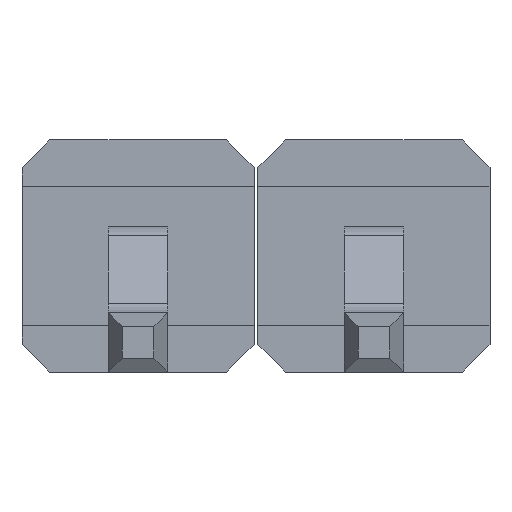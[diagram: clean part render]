
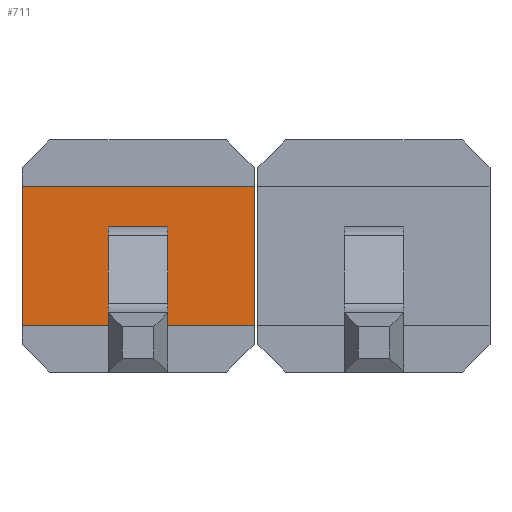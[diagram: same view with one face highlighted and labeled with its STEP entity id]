
A CAD part, left-side view. The second image highlights one B-rep face of the part: STEP entity #711.
In plain terms, the highlighted planar face has unit normal (-1, 0, 0).
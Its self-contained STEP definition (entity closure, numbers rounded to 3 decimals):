
#636 = VERTEX_POINT('',#637);
#637 = CARTESIAN_POINT('',(4.15,-1.25,0.5));
#645 = EDGE_CURVE('',#646,#636,#648,.T.);
#646 = VERTEX_POINT('',#647);
#647 = CARTESIAN_POINT('',(4.15,1.25,0.5));
#648 = LINE('',#649,#650);
#649 = CARTESIAN_POINT('',(4.15,1.25,0.5));
#650 = VECTOR('',#651,1.);
#651 = DIRECTION('',(0.,-1.,0.));
#678 = VERTEX_POINT('',#679);
#679 = CARTESIAN_POINT('',(4.15,-1.25,2.));
#694 = VERTEX_POINT('',#695);
#695 = CARTESIAN_POINT('',(4.15,1.25,2.));
#701 = EDGE_CURVE('',#694,#678,#702,.T.);
#702 = LINE('',#703,#704);
#703 = CARTESIAN_POINT('',(4.15,1.25,2.));
#704 = VECTOR('',#705,1.);
#705 = DIRECTION('',(0.,-1.,0.));
#711 = ADVANCED_FACE('',(#712),#728,.F.);
#712 = FACE_BOUND('',#713,.T.);
#713 = EDGE_LOOP('',(#714,#720,#721,#727));
#714 = ORIENTED_EDGE('',*,*,#715,.F.);
#715 = EDGE_CURVE('',#678,#636,#716,.T.);
#716 = LINE('',#717,#718);
#717 = CARTESIAN_POINT('',(4.15,-1.25,0.875));
#718 = VECTOR('',#719,1.);
#719 = DIRECTION('',(0.,0.,-1.));
#720 = ORIENTED_EDGE('',*,*,#701,.F.);
#721 = ORIENTED_EDGE('',*,*,#722,.F.);
#722 = EDGE_CURVE('',#646,#694,#723,.T.);
#723 = LINE('',#724,#725);
#724 = CARTESIAN_POINT('',(4.15,1.25,0.875));
#725 = VECTOR('',#726,1.);
#726 = DIRECTION('',(0.,0.,1.));
#727 = ORIENTED_EDGE('',*,*,#645,.T.);
#728 = PLANE('',#729);
#729 = AXIS2_PLACEMENT_3D('',#730,#731,#732);
#730 = CARTESIAN_POINT('',(4.15,1.25,0.5));
#731 = DIRECTION('',(1.,0.,0.));
#732 = DIRECTION('',(0.,0.,1.));
